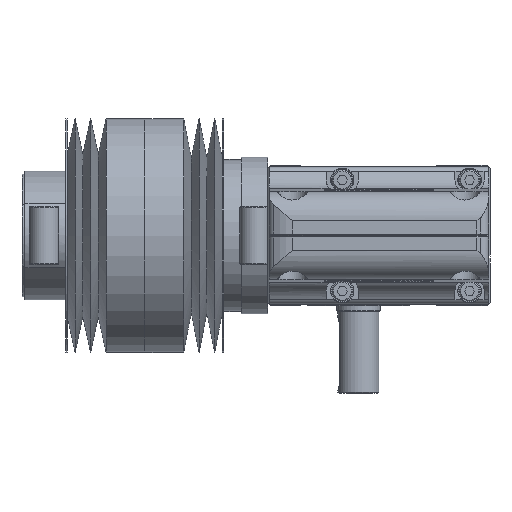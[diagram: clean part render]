
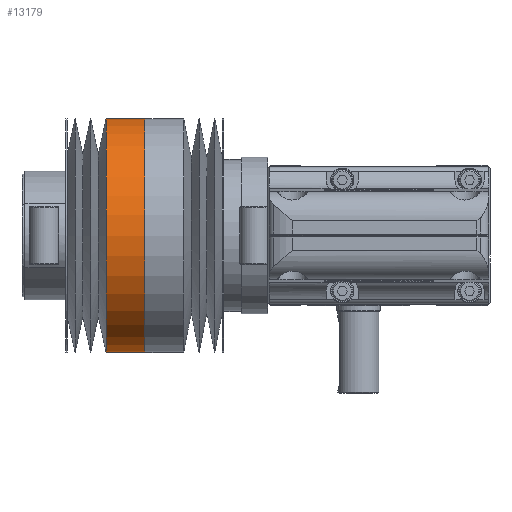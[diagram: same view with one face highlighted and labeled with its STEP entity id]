
A CAD part, left-side view. The second image highlights one B-rep face of the part: STEP entity #13179.
In plain terms, the highlighted cylindrical face has radius 40 mm (diameter 80 mm), a full revolution.
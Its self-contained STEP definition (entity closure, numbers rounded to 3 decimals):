
#422=CYLINDRICAL_SURFACE('',#14142,40.);
#2892=ORIENTED_EDGE('',*,*,#6592,.F.);
#2893=ORIENTED_EDGE('',*,*,#6591,.T.);
#6591=EDGE_CURVE('',#8447,#8447,#9752,.T.);
#6592=EDGE_CURVE('',#8448,#8448,#9753,.T.);
#8447=VERTEX_POINT('',#19735);
#8448=VERTEX_POINT('',#19738);
#9752=CIRCLE('',#14141,40.);
#9753=CIRCLE('',#14143,40.);
#10368=EDGE_LOOP('',(#2892));
#10369=EDGE_LOOP('',(#2893));
#11548=FACE_BOUND('',#10368,.T.);
#11549=FACE_BOUND('',#10369,.T.);
#13179=ADVANCED_FACE('',(#11548,#11549),#422,.T.);
#14141=AXIS2_PLACEMENT_3D('',#19734,#15710,#15711);
#14142=AXIS2_PLACEMENT_3D('',#19736,#15712,#15713);
#14143=AXIS2_PLACEMENT_3D('',#19737,#15714,#15715);
#15710=DIRECTION('',(1.,0.,0.));
#15711=DIRECTION('',(0.,0.,-1.));
#15712=DIRECTION('',(1.,0.,0.));
#15713=DIRECTION('',(0.,0.,-1.));
#15714=DIRECTION('',(1.,0.,0.));
#15715=DIRECTION('',(0.,0.,-1.));
#19734=CARTESIAN_POINT('',(28.75,0.,0.));
#19735=CARTESIAN_POINT('',(28.75,0.,-40.));
#19736=CARTESIAN_POINT('',(42.,0.,0.));
#19737=CARTESIAN_POINT('',(42.,0.,0.));
#19738=CARTESIAN_POINT('',(42.,0.,-40.));
